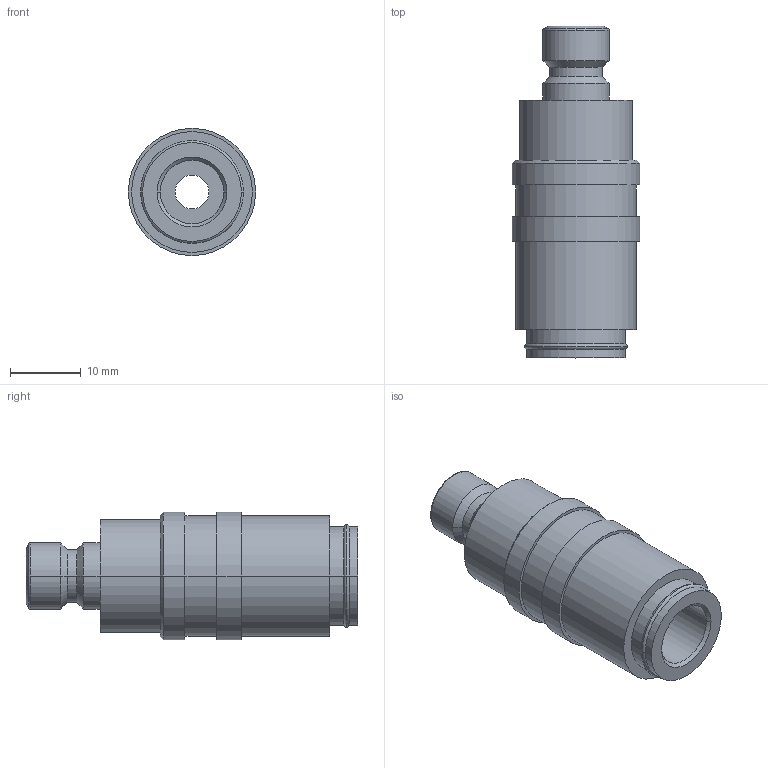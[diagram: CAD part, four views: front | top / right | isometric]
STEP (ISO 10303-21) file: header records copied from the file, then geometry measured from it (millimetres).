
FILE_DESCRIPTION(('STEP AP214'),'1');
FILE_NAME('eshmk-esdms.stp','2020-04-22T06:06:14',('TraceParts'),('TraceParts S.A.'),'Spatial InterOp 3D',' ',' ');
FILE_SCHEMA(('automotive_design'));
Length unit declared in the file: millimetre
Products named in the file (1): 1
Bounding box: 18 x 47 x 18 mm (x, y, z)
Volume: 7141.2 mm3; surface area: 3637.7 mm2
Topology: 1 solids, 1 shells, 49 faces, 102 edges, 62 vertices
Faces by surface type: cylinder 24, cone 10, plane 9, torus 6
Entity records: 1732 total; most frequent: DIRECTION 270, CARTESIAN_POINT 214, ORIENTED_EDGE 204, AXIS2_PLACEMENT_3D 118, EDGE_CURVE 102, CIRCLE 68, VERTEX_POINT 62, EDGE_LOOP 58
